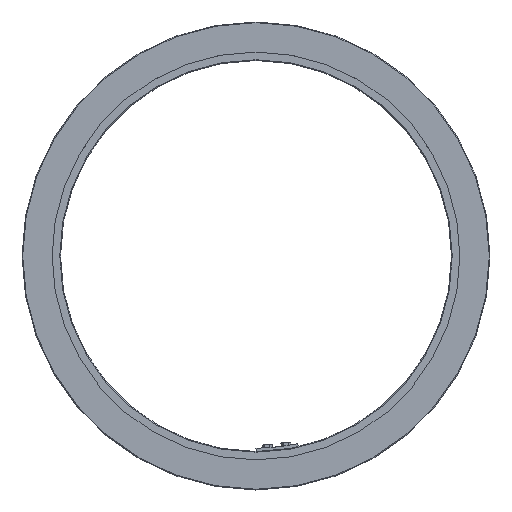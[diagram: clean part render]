
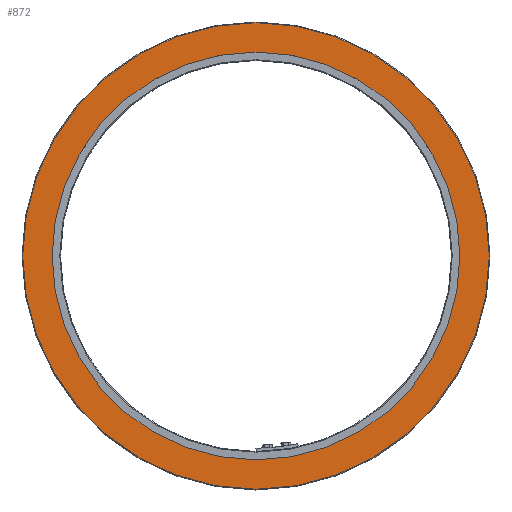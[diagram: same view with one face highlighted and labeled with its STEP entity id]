
A CAD part, top view. The second image highlights one B-rep face of the part: STEP entity #872.
In plain terms, the highlighted planar face has unit normal (0, 0, 1).
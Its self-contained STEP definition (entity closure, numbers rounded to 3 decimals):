
#521 = ORIENTED_EDGE ( 'NONE', *, *, #3329, .F. ) ;
#665 = DIRECTION ( 'NONE',  ( -1., 0., 0. ) ) ;
#807 = EDGE_CURVE ( 'NONE', #2668, #2668, #3461, .T. ) ;
#817 = FACE_BOUND ( 'NONE', #3001, .T. ) ;
#872 = ADVANCED_FACE ( 'NONE', ( #3362, #817 ), #1744, .F. ) ;
#926 = DIRECTION ( 'NONE',  ( 0., 0., -1. ) ) ;
#1128 = AXIS2_PLACEMENT_3D ( 'NONE', #2923, #2904, #1162 ) ;
#1162 = DIRECTION ( 'NONE',  ( -1., 0., 0. ) ) ;
#1293 = AXIS2_PLACEMENT_3D ( 'NONE', #3228, #926, #665 ) ;
#1359 = EDGE_LOOP ( 'NONE', ( #1965 ) ) ;
#1438 = AXIS2_PLACEMENT_3D ( 'NONE', #3109, #2470, #2490 ) ;
#1652 = CARTESIAN_POINT ( 'NONE',  ( -349., 0., 32.5 ) ) ;
#1744 = PLANE ( 'NONE',  #1293 ) ;
#1965 = ORIENTED_EDGE ( 'NONE', *, *, #807, .T. ) ;
#2470 = DIRECTION ( 'NONE',  ( 0., 0., 1. ) ) ;
#2490 = DIRECTION ( 'NONE',  ( 1., 0., 0. ) ) ;
#2668 = VERTEX_POINT ( 'NONE', #1652 ) ;
#2709 = VERTEX_POINT ( 'NONE', #3456 ) ;
#2904 = DIRECTION ( 'NONE',  ( 0., 0., 1. ) ) ;
#2923 = CARTESIAN_POINT ( 'NONE',  ( 0., 0., 32.5 ) ) ;
#3001 = EDGE_LOOP ( 'NONE', ( #521 ) ) ;
#3109 = CARTESIAN_POINT ( 'NONE',  ( 0., 0., 32.5 ) ) ;
#3228 = CARTESIAN_POINT ( 'NONE',  ( -305., 0., 32.5 ) ) ;
#3310 = CIRCLE ( 'NONE', #1438, 305. ) ;
#3329 = EDGE_CURVE ( 'NONE', #2709, #2709, #3310, .T. ) ;
#3362 = FACE_OUTER_BOUND ( 'NONE', #1359, .T. ) ;
#3456 = CARTESIAN_POINT ( 'NONE',  ( 305., 0., 32.5 ) ) ;
#3461 = CIRCLE ( 'NONE', #1128, 349. ) ;
